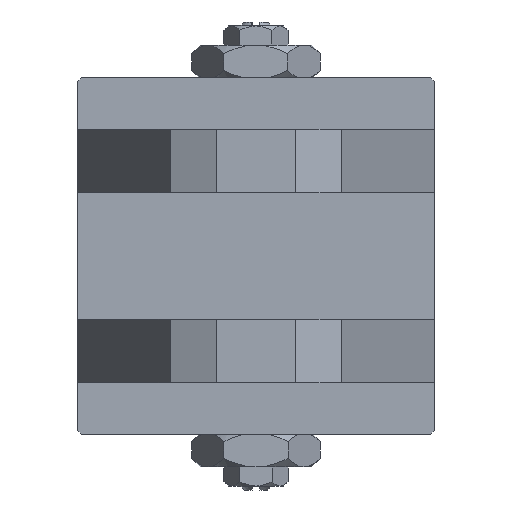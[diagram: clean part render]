
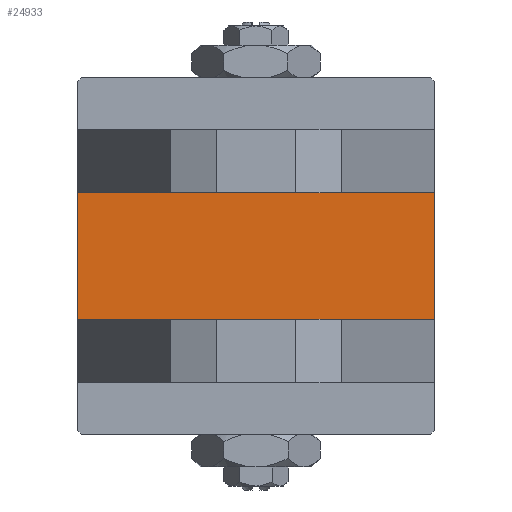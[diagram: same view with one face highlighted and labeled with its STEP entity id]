
A CAD part, left-side view. The second image highlights one B-rep face of the part: STEP entity #24933.
In plain terms, the highlighted planar face has unit normal (-1, 0, 0).
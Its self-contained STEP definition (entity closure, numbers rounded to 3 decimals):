
#3141 = FACE_OUTER_BOUND ( 'NONE', #27273, .T. ) ;
#4582 = ORIENTED_EDGE ( 'NONE', *, *, #43493, .F. ) ;
#5562 = LINE ( 'NONE', #16544, #6047 ) ;
#6047 = VECTOR ( 'NONE', #41105, 1000. ) ;
#8849 = DIRECTION ( 'NONE',  ( -1., 0., 0. ) ) ;
#8911 = DIRECTION ( 'NONE',  ( 0., 0., -1. ) ) ;
#10104 = ORIENTED_EDGE ( 'NONE', *, *, #34591, .T. ) ;
#10464 = CARTESIAN_POINT ( 'NONE',  ( 0., -8., -22.5 ) ) ;
#11834 = EDGE_CURVE ( 'NONE', #38009, #20029, #49627, .T. ) ;
#11840 = LINE ( 'NONE', #23600, #29690 ) ;
#13300 = DIRECTION ( 'NONE',  ( 0., 0., 1. ) ) ;
#13554 = CARTESIAN_POINT ( 'NONE',  ( 0., -8., 22.5 ) ) ;
#14182 = VERTEX_POINT ( 'NONE', #13554 ) ;
#16544 = CARTESIAN_POINT ( 'NONE',  ( 0., 22.5, -22.5 ) ) ;
#17917 = ORIENTED_EDGE ( 'NONE', *, *, #20919, .F. ) ;
#18025 = DIRECTION ( 'NONE',  ( 0., 0., -1. ) ) ;
#20029 = VERTEX_POINT ( 'NONE', #24650 ) ;
#20616 = CARTESIAN_POINT ( 'NONE',  ( 0., 0., 0. ) ) ;
#20919 = EDGE_CURVE ( 'NONE', #14182, #40966, #24607, .T. ) ;
#21134 = PLANE ( 'NONE',  #35856 ) ;
#23600 = CARTESIAN_POINT ( 'NONE',  ( 0., 22.5, 22.5 ) ) ;
#24607 = LINE ( 'NONE', #37390, #44909 ) ;
#24650 = CARTESIAN_POINT ( 'NONE',  ( 0., 8., -22.5 ) ) ;
#24821 = CARTESIAN_POINT ( 'NONE',  ( 0., 8., 22.5 ) ) ;
#24933 = ADVANCED_FACE ( 'NONE', ( #3141 ), #21134, .T. ) ;
#27273 = EDGE_LOOP ( 'NONE', ( #10104, #17917, #4582, #31586 ) ) ;
#29690 = VECTOR ( 'NONE', #39280, 1000. ) ;
#31586 = ORIENTED_EDGE ( 'NONE', *, *, #11834, .T. ) ;
#34591 = EDGE_CURVE ( 'NONE', #20029, #40966, #5562, .T. ) ;
#35856 = AXIS2_PLACEMENT_3D ( 'NONE', #20616, #8849, #13300 ) ;
#37390 = CARTESIAN_POINT ( 'NONE',  ( 0., -8., 22.5 ) ) ;
#38009 = VERTEX_POINT ( 'NONE', #50661 ) ;
#39280 = DIRECTION ( 'NONE',  ( 0., -1., 0. ) ) ;
#40966 = VERTEX_POINT ( 'NONE', #10464 ) ;
#41105 = DIRECTION ( 'NONE',  ( 0., -1., 0. ) ) ;
#43493 = EDGE_CURVE ( 'NONE', #38009, #14182, #11840, .T. ) ;
#44909 = VECTOR ( 'NONE', #8911, 1000. ) ;
#49627 = LINE ( 'NONE', #24821, #51024 ) ;
#50661 = CARTESIAN_POINT ( 'NONE',  ( 0., 8., 22.5 ) ) ;
#51024 = VECTOR ( 'NONE', #18025, 1000. ) ;
